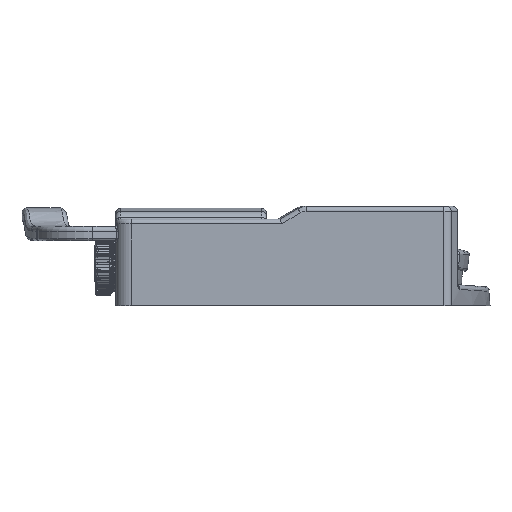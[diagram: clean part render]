
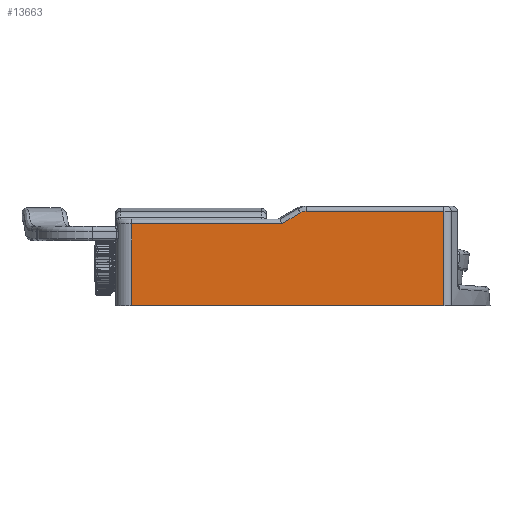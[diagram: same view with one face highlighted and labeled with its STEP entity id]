
A CAD part, left-side view. The second image highlights one B-rep face of the part: STEP entity #13663.
In plain terms, the highlighted planar face has unit normal (-1, 0, 0).
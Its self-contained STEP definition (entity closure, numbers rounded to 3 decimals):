
#1623=DIRECTION('',(0.,1.,0.));
#1624=VECTOR('',#1623,196.847);
#1625=CARTESIAN_POINT('',(-115.,-101.847,-11.5));
#1626=LINE('',#1625,#1624);
#2396=DIRECTION('',(0.,0.,-1.));
#2397=VECTOR('',#2396,59.5);
#2398=CARTESIAN_POINT('',(-115.,-101.847,48.));
#2399=LINE('',#2398,#2397);
#2400=DIRECTION('',(0.,-1.,0.));
#2401=VECTOR('',#2400,94.573);
#2402=CARTESIAN_POINT('',(-115.,95.,40.));
#2403=LINE('',#2402,#2401);
#2404=DIRECTION('',(0.,-0.861,0.509));
#2405=VECTOR('',#2404,13.764);
#2406=CARTESIAN_POINT('',(-115.,0.427,40.));
#2407=LINE('',#2406,#2405);
#2408=CARTESIAN_POINT('',(-115.,-11.423,47.002));
#2409=CARTESIAN_POINT('',(-115.,-11.775,47.211));
#2410=CARTESIAN_POINT('',(-115.,-12.514,47.563));
#2411=CARTESIAN_POINT('',(-115.,-13.666,47.898));
#2412=CARTESIAN_POINT('',(-115.,-14.589,48.));
#2413=CARTESIAN_POINT('',(-115.,-15.079,48.));
#2415=DIRECTION('',(0.,-1.,0.));
#2416=VECTOR('',#2415,86.768);
#2417=CARTESIAN_POINT('',(-115.,-15.079,48.));
#2418=LINE('',#2417,#2416);
#2442=DIRECTION('',(0.,0.,-1.));
#2443=VECTOR('',#2442,51.5);
#2444=CARTESIAN_POINT('',(-115.,95.,40.));
#2445=LINE('',#2444,#2443);
#9343=CARTESIAN_POINT('',(-115.,95.,40.));
#9344=CARTESIAN_POINT('',(-115.,0.427,40.));
#9345=VERTEX_POINT('',#9343);
#9346=VERTEX_POINT('',#9344);
#9386=CARTESIAN_POINT('',(-115.,-11.423,47.002));
#9387=VERTEX_POINT('',#9386);
#9389=VERTEX_POINT('',#2413);
#9392=CARTESIAN_POINT('',(-115.,-101.847,48.));
#9393=VERTEX_POINT('',#9392);
#9656=CARTESIAN_POINT('',(-115.,-101.847,-11.5));
#9658=VERTEX_POINT('',#9656);
#9659=CARTESIAN_POINT('',(-115.,95.,-11.5));
#9660=VERTEX_POINT('',#9659);
#13644=CARTESIAN_POINT('',(-115.,-105.802,43.));
#13645=DIRECTION('',(1.,0.,0.));
#13646=DIRECTION('',(0.,1.,0.));
#13647=AXIS2_PLACEMENT_3D('',#13644,#13645,#13646);
#13648=PLANE('',#13647);
#13650=ORIENTED_EDGE('',*,*,#13649,.T.);
#13651=ORIENTED_EDGE('',*,*,#12493,.T.);
#13653=ORIENTED_EDGE('',*,*,#13652,.F.);
#13655=ORIENTED_EDGE('',*,*,#13654,.T.);
#13657=ORIENTED_EDGE('',*,*,#13656,.T.);
#13659=ORIENTED_EDGE('',*,*,#13658,.T.);
#13660=ORIENTED_EDGE('',*,*,#13637,.T.);
#13661=EDGE_LOOP('',(#13650,#13651,#13653,#13655,#13657,#13659,#13660));
#13662=FACE_OUTER_BOUND('',#13661,.F.);
#2414=B_SPLINE_CURVE_WITH_KNOTS('',3,(#2408,#2409,#2410,#2411,#2412,#2413),
.UNSPECIFIED.,.F.,.F.,(4,1,1,4),(0.,0.333,0.667,1.),
.UNSPECIFIED.);
#12493=EDGE_CURVE('',#9658,#9660,#1626,.T.);
#13637=EDGE_CURVE('',#9389,#9393,#2418,.T.);
#13649=EDGE_CURVE('',#9393,#9658,#2399,.T.);
#13652=EDGE_CURVE('',#9345,#9660,#2445,.T.);
#13654=EDGE_CURVE('',#9345,#9346,#2403,.T.);
#13656=EDGE_CURVE('',#9346,#9387,#2407,.T.);
#13658=EDGE_CURVE('',#9387,#9389,#2414,.T.);
#13663=ADVANCED_FACE('',(#13662),#13648,.F.);
